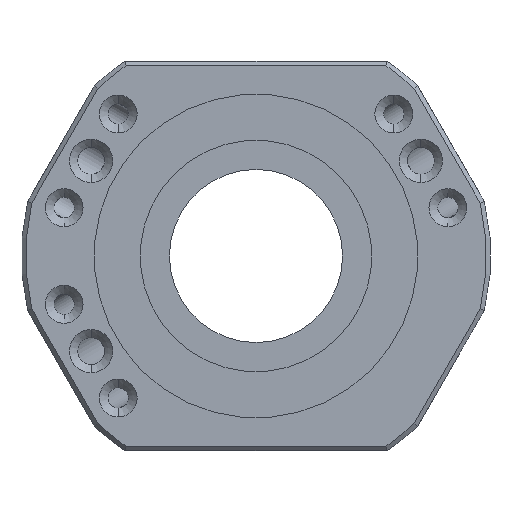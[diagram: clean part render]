
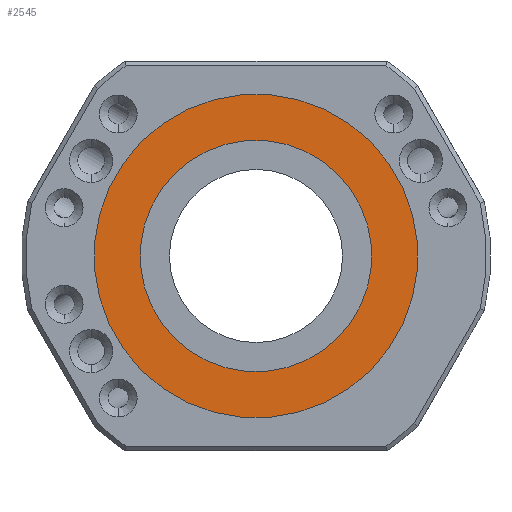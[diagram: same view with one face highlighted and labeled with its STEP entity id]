
A CAD part, front view. The second image highlights one B-rep face of the part: STEP entity #2545.
In plain terms, the highlighted face is planar.
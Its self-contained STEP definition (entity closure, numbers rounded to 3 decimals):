
#1358 = CARTESIAN_POINT ( 'NONE',  ( 0., 12., 53.5 ) ) ;
#2286 = AXIS2_PLACEMENT_3D ( 'NONE', #11164, #14768, #23229 ) ;
#2545 = ADVANCED_FACE ( 'NONE', ( #20033, #19083 ), #32204, .F. ) ;
#2826 = DIRECTION ( 'NONE',  ( 0., -1., 0. ) ) ;
#3007 = CIRCLE ( 'NONE', #23974, 74.8 ) ;
#5183 = DIRECTION ( 'NONE',  ( 0., -1., 0. ) ) ;
#6216 = AXIS2_PLACEMENT_3D ( 'NONE', #10196, #10319, #24713 ) ;
#9007 = DIRECTION ( 'NONE',  ( 0., -1., 0. ) ) ;
#10196 = CARTESIAN_POINT ( 'NONE',  ( 0., 12., 0. ) ) ;
#10319 = DIRECTION ( 'NONE',  ( 0., -1., 0. ) ) ;
#10668 = EDGE_LOOP ( 'NONE', ( #14480, #20525 ) ) ;
#10907 = AXIS2_PLACEMENT_3D ( 'NONE', #20384, #2826, #20773 ) ;
#11164 = CARTESIAN_POINT ( 'NONE',  ( 0., 12., 0. ) ) ;
#11704 = CARTESIAN_POINT ( 'NONE',  ( 0., 12., 0. ) ) ;
#11719 = VERTEX_POINT ( 'NONE', #1358 ) ;
#13469 = EDGE_CURVE ( 'NONE', #11719, #17189, #28800, .T. ) ;
#14098 = EDGE_CURVE ( 'NONE', #14883, #19845, #18309, .T. ) ;
#14480 = ORIENTED_EDGE ( 'NONE', *, *, #26020, .T. ) ;
#14768 = DIRECTION ( 'NONE',  ( 0., -1., 0. ) ) ;
#14883 = VERTEX_POINT ( 'NONE', #25821 ) ;
#16199 = EDGE_CURVE ( 'NONE', #19845, #14883, #3007, .T. ) ;
#16214 = CARTESIAN_POINT ( 'NONE',  ( 0., 12., 74.8 ) ) ;
#17189 = VERTEX_POINT ( 'NONE', #21802 ) ;
#18309 = CIRCLE ( 'NONE', #2286, 74.8 ) ;
#18712 = ORIENTED_EDGE ( 'NONE', *, *, #16199, .F. ) ;
#19083 = FACE_BOUND ( 'NONE', #10668, .T. ) ;
#19845 = VERTEX_POINT ( 'NONE', #16214 ) ;
#20033 = FACE_OUTER_BOUND ( 'NONE', #31950, .T. ) ;
#20384 = CARTESIAN_POINT ( 'NONE',  ( -53.5, 12., 0. ) ) ;
#20525 = ORIENTED_EDGE ( 'NONE', *, *, #13469, .T. ) ;
#20773 = DIRECTION ( 'NONE',  ( 0., 0., -1. ) ) ;
#21734 = CIRCLE ( 'NONE', #26101, 53.5 ) ;
#21802 = CARTESIAN_POINT ( 'NONE',  ( 0., 12., -53.5 ) ) ;
#23229 = DIRECTION ( 'NONE',  ( 0., 0., -1. ) ) ;
#23974 = AXIS2_PLACEMENT_3D ( 'NONE', #11704, #9007, #26330 ) ;
#24713 = DIRECTION ( 'NONE',  ( 0., 0., -1. ) ) ;
#25821 = CARTESIAN_POINT ( 'NONE',  ( 0., 12., -74.8 ) ) ;
#25841 = CARTESIAN_POINT ( 'NONE',  ( 0., 12., 0. ) ) ;
#26020 = EDGE_CURVE ( 'NONE', #17189, #11719, #21734, .T. ) ;
#26101 = AXIS2_PLACEMENT_3D ( 'NONE', #25841, #5183, #34948 ) ;
#26330 = DIRECTION ( 'NONE',  ( 0., 0., -1. ) ) ;
#28800 = CIRCLE ( 'NONE', #6216, 53.5 ) ;
#31950 = EDGE_LOOP ( 'NONE', ( #34425, #18712 ) ) ;
#32204 = PLANE ( 'NONE',  #10907 ) ;
#34425 = ORIENTED_EDGE ( 'NONE', *, *, #14098, .F. ) ;
#34948 = DIRECTION ( 'NONE',  ( 0., 0., -1. ) ) ;
